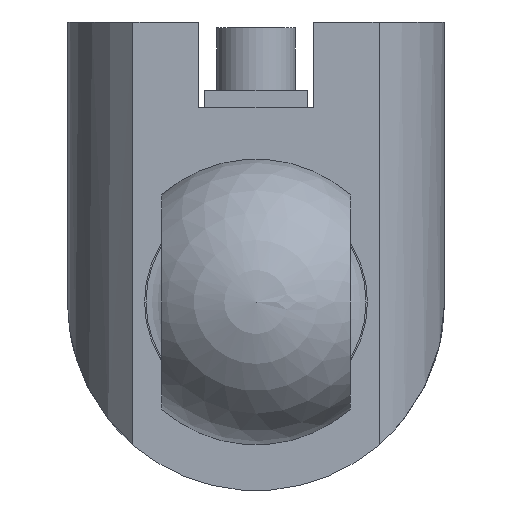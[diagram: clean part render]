
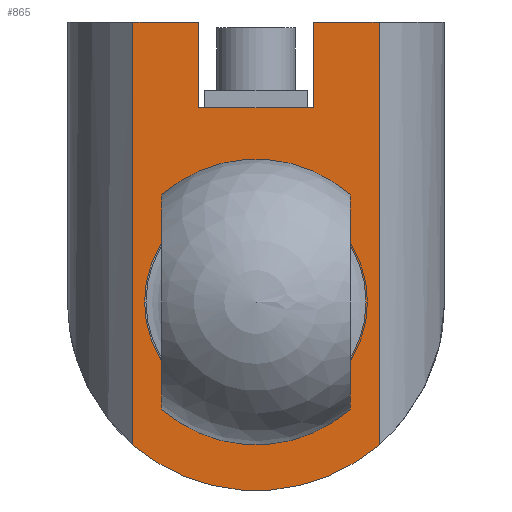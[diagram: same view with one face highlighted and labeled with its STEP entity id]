
A CAD part, front view. The second image highlights one B-rep face of the part: STEP entity #865.
In plain terms, the highlighted planar face has unit normal (0, -1, 0).
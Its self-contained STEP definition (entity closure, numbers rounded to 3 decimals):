
#76=PLANE('',#967);
#107=FACE_OUTER_BOUND('',#162,.T.);
#162=EDGE_LOOP('',(#627,#628,#629,#630,#631,#632,#633,#634));
#240=LINE('',#1406,#291);
#241=LINE('',#1410,#292);
#248=LINE('',#1433,#299);
#249=LINE('',#1435,#300);
#250=LINE('',#1437,#301);
#251=LINE('',#1439,#302);
#252=LINE('',#1440,#303);
#291=VECTOR('',#1096,10.);
#292=VECTOR('',#1099,10.);
#299=VECTOR('',#1122,10.);
#300=VECTOR('',#1123,10.);
#301=VECTOR('',#1124,10.);
#302=VECTOR('',#1125,10.);
#303=VECTOR('',#1126,10.);
#344=CIRCLE('',#966,33.);
#405=VERTEX_POINT('',#1398);
#408=VERTEX_POINT('',#1404);
#409=VERTEX_POINT('',#1408);
#410=VERTEX_POINT('',#1409);
#418=VERTEX_POINT('',#1432);
#419=VERTEX_POINT('',#1434);
#420=VERTEX_POINT('',#1436);
#421=VERTEX_POINT('',#1438);
#489=EDGE_CURVE('',#405,#408,#240,.T.);
#490=EDGE_CURVE('',#409,#410,#241,.T.);
#501=EDGE_CURVE('',#408,#409,#344,.T.);
#502=EDGE_CURVE('',#410,#418,#248,.T.);
#503=EDGE_CURVE('',#418,#419,#249,.T.);
#504=EDGE_CURVE('',#419,#420,#250,.T.);
#505=EDGE_CURVE('',#420,#421,#251,.T.);
#506=EDGE_CURVE('',#421,#405,#252,.T.);
#627=ORIENTED_EDGE('',*,*,#490,.T.);
#628=ORIENTED_EDGE('',*,*,#502,.T.);
#629=ORIENTED_EDGE('',*,*,#503,.T.);
#630=ORIENTED_EDGE('',*,*,#504,.T.);
#631=ORIENTED_EDGE('',*,*,#505,.T.);
#632=ORIENTED_EDGE('',*,*,#506,.T.);
#633=ORIENTED_EDGE('',*,*,#489,.T.);
#634=ORIENTED_EDGE('',*,*,#501,.T.);
#865=ADVANCED_FACE('',(#107),#76,.F.);
#966=AXIS2_PLACEMENT_3D('',#1430,#1118,#1119);
#967=AXIS2_PLACEMENT_3D('',#1431,#1120,#1121);
#1096=DIRECTION('',(0.,0.,-1.));
#1099=DIRECTION('',(0.,0.,1.));
#1118=DIRECTION('center_axis',(0.,-1.,0.));
#1119=DIRECTION('ref_axis',(1.,0.,0.));
#1120=DIRECTION('center_axis',(0.,1.,0.));
#1121=DIRECTION('ref_axis',(1.,0.,0.));
#1122=DIRECTION('',(-1.,0.,0.));
#1123=DIRECTION('',(0.,0.,-1.));
#1124=DIRECTION('',(-1.,0.,0.));
#1125=DIRECTION('',(0.,0.,1.));
#1126=DIRECTION('',(-1.,0.,0.));
#1398=CARTESIAN_POINT('',(-21.541,-25.,49.));
#1404=CARTESIAN_POINT('',(-21.541,-25.,-25.));
#1406=CARTESIAN_POINT('',(-21.541,-25.,0.));
#1408=CARTESIAN_POINT('',(21.541,-25.,-25.));
#1409=CARTESIAN_POINT('',(21.541,-25.,49.));
#1410=CARTESIAN_POINT('',(21.541,-25.,0.));
#1430=CARTESIAN_POINT('Origin',(0.,-25.,0.));
#1431=CARTESIAN_POINT('Origin',(0.,-25.,8.));
#1432=CARTESIAN_POINT('',(10.,-25.,49.));
#1433=CARTESIAN_POINT('',(10.,-25.,49.));
#1434=CARTESIAN_POINT('',(10.,-25.,34.));
#1435=CARTESIAN_POINT('',(10.,-25.,34.));
#1436=CARTESIAN_POINT('',(-10.,-25.,34.));
#1437=CARTESIAN_POINT('',(-10.,-25.,34.));
#1438=CARTESIAN_POINT('',(-10.,-25.,49.));
#1439=CARTESIAN_POINT('',(-10.,-25.,49.));
#1440=CARTESIAN_POINT('',(-33.,-25.,49.));
